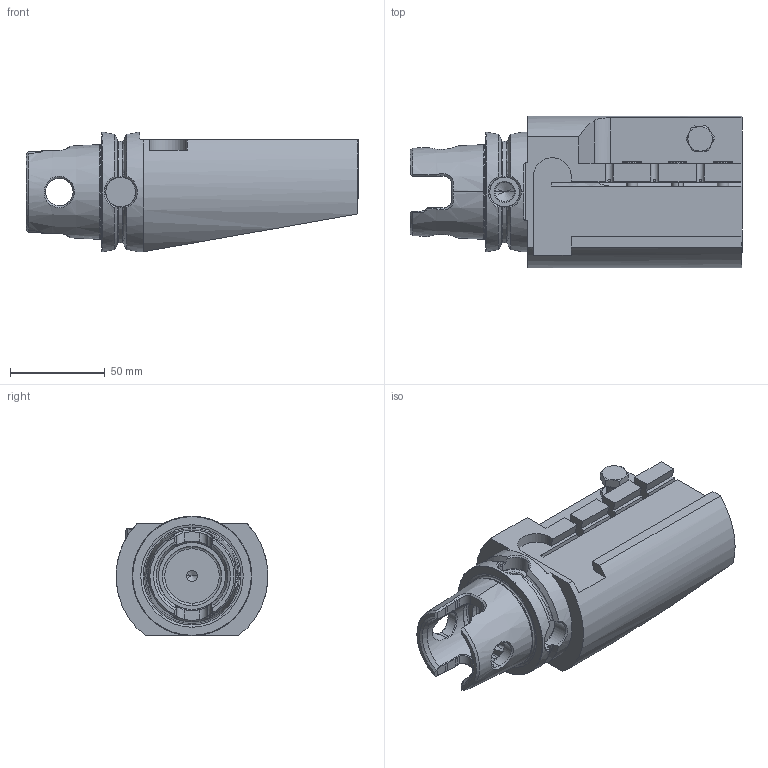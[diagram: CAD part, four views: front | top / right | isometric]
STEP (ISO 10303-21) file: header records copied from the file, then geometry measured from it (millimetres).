
FILE_DESCRIPTION (( 'STEP AP203' ), '1' );
FILE_NAME ('KU6.AM3.K12.135.STEP', '2018-02-14T10:51:30', ( 'SWIAdmin' ), ( 'Hewlett-Packard Company' ), 'SwSTEP 2.0', 'SolidWorks 2017', '' );
FILE_SCHEMA (( 'CONFIG_CONTROL_DESIGN' ));
Length unit declared in the file: millimetre
Products named in the file (6): KU6.AM3.K12.135; KU6-AM3.K12.135_B; ISO 4762 - M6 x 16_PreviewCfg; KVT_MB_600_060; ISO 4035 - M8_PreviewCfg; AM3-ER1.001.020_PreviewCfg
Assembly tree (7 placements, depth 2):
  KU6.AM3.K12.135
    KU6-AM3.K12.135_B
    ISO 4762 - M6 x 16_PreviewCfg  x3
    KVT_MB_600_060
    ISO 4035 - M8_PreviewCfg
    AM3-ER1.001.020_PreviewCfg
Bounding box: 174.95 x 80 x 62.98 mm (x, y, z)
Volume: 434185.9 mm3; surface area: 63331 mm2
Topology: 8 solids, 8 shells, 488 faces, 1213 edges, 737 vertices
Faces by surface type: plane 154, cone 116, cylinder 114, bspline 58, torus 44, sphere 2
Entity records: 17344 total; most frequent: CARTESIAN_POINT 6988, ORIENTED_EDGE 2148, DIRECTION 1809, EDGE_CURVE 1074, AXIS2_PLACEMENT_3D 721, VERTEX_POINT 668, EDGE_LOOP 474, FACE_OUTER_BOUND 434
